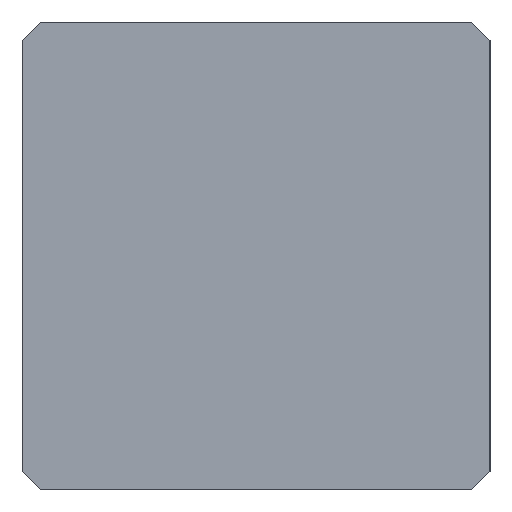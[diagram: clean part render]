
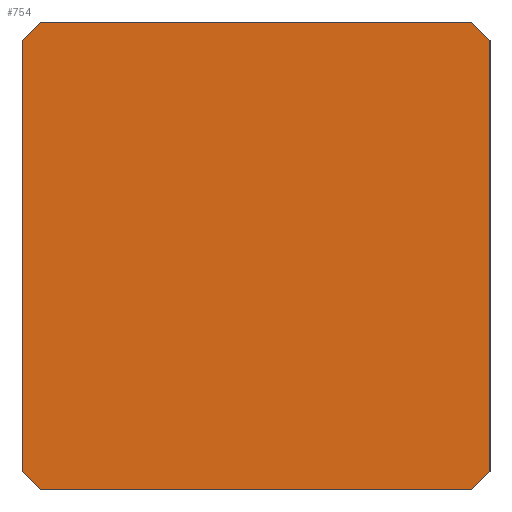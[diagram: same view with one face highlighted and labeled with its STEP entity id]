
A CAD part, left-side view. The second image highlights one B-rep face of the part: STEP entity #754.
In plain terms, the highlighted planar face has unit normal (-1, 0, 0).
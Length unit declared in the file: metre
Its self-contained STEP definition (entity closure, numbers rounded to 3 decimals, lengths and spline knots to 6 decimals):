
#148=ORIENTED_EDGE('',*,*,#305,.F.);
#149=ORIENTED_EDGE('',*,*,#279,.T.);
#150=ORIENTED_EDGE('',*,*,#296,.F.);
#151=ORIENTED_EDGE('',*,*,#318,.T.);
#152=ORIENTED_EDGE('',*,*,#319,.F.);
#153=ORIENTED_EDGE('',*,*,#314,.T.);
#154=ORIENTED_EDGE('',*,*,#320,.F.);
#155=ORIENTED_EDGE('',*,*,#271,.T.);
#271=EDGE_CURVE('',#360,#359,#433,.T.);
#279=EDGE_CURVE('',#368,#367,#441,.T.);
#296=EDGE_CURVE('',#383,#367,#446,.T.);
#305=EDGE_CURVE('',#368,#359,#450,.T.);
#314=EDGE_CURVE('',#399,#398,#453,.T.);
#318=EDGE_CURVE('',#383,#401,#457,.T.);
#319=EDGE_CURVE('',#399,#401,#458,.T.);
#320=EDGE_CURVE('',#360,#398,#459,.T.);
#359=VERTEX_POINT('',#1109);
#360=VERTEX_POINT('',#1111);
#367=VERTEX_POINT('',#1127);
#368=VERTEX_POINT('',#1129);
#383=VERTEX_POINT('',#1161);
#398=VERTEX_POINT('',#1199);
#399=VERTEX_POINT('',#1201);
#401=VERTEX_POINT('',#1207);
#433=LINE('',#1110,#475);
#441=LINE('',#1128,#483);
#446=LINE('',#1162,#488);
#450=LINE('',#1178,#492);
#453=LINE('',#1200,#495);
#457=LINE('',#1208,#499);
#458=LINE('',#1210,#500);
#459=LINE('',#1211,#501);
#475=VECTOR('',#892,1.);
#483=VECTOR('',#904,1.);
#488=VECTOR('',#935,1.);
#492=VECTOR('',#951,1.);
#495=VECTOR('',#974,1.);
#499=VECTOR('',#980,1.);
#500=VECTOR('',#983,1.);
#501=VECTOR('',#984,1.);
#542=EDGE_LOOP('',(#148,#149,#150,#151,#152,#153,#154,#155));
#650=FACE_BOUND('',#542,.T.);
#735=PLANE('',#829);
#754=ADVANCED_FACE('',(#650),#735,.F.);
#829=AXIS2_PLACEMENT_3D('',#1209,#981,#982);
#892=DIRECTION('',(0.,-0.707,-0.707));
#904=DIRECTION('',(0.,-0.707,0.707));
#935=DIRECTION('',(0.,0.,-1.));
#951=DIRECTION('',(0.,1.,0.));
#974=DIRECTION('',(0.,0.707,-0.707));
#980=DIRECTION('',(0.,0.707,0.707));
#981=DIRECTION('',(1.,0.,0.));
#982=DIRECTION('',(0.,0.,-1.));
#983=DIRECTION('',(0.,-1.,0.));
#984=DIRECTION('',(0.,0.,1.));
#1109=CARTESIAN_POINT('',(-0.0762,0.00585,-0.00635));
#1110=CARTESIAN_POINT('',(-0.0762,0.00635,-0.00585));
#1111=CARTESIAN_POINT('',(-0.0762,0.00635,-0.00585));
#1127=CARTESIAN_POINT('',(-0.0762,-0.00635,-0.00585));
#1128=CARTESIAN_POINT('',(-0.0762,-0.00585,-0.00635));
#1129=CARTESIAN_POINT('',(-0.0762,-0.00585,-0.00635));
#1161=CARTESIAN_POINT('',(-0.0762,-0.00635,0.00585));
#1162=CARTESIAN_POINT('',(-0.0762,-0.00635,0.00635));
#1178=CARTESIAN_POINT('',(-0.0762,0.00635,-0.00635));
#1199=CARTESIAN_POINT('',(-0.0762,0.00635,0.00585));
#1200=CARTESIAN_POINT('',(-0.0762,0.00585,0.00635));
#1201=CARTESIAN_POINT('',(-0.0762,0.00585,0.00635));
#1207=CARTESIAN_POINT('',(-0.0762,-0.00585,0.00635));
#1208=CARTESIAN_POINT('',(-0.0762,-0.00635,0.00585));
#1209=CARTESIAN_POINT('',(-0.0762,0.,0.));
#1210=CARTESIAN_POINT('',(-0.0762,0.00635,0.00635));
#1211=CARTESIAN_POINT('',(-0.0762,0.00635,0.00635));
